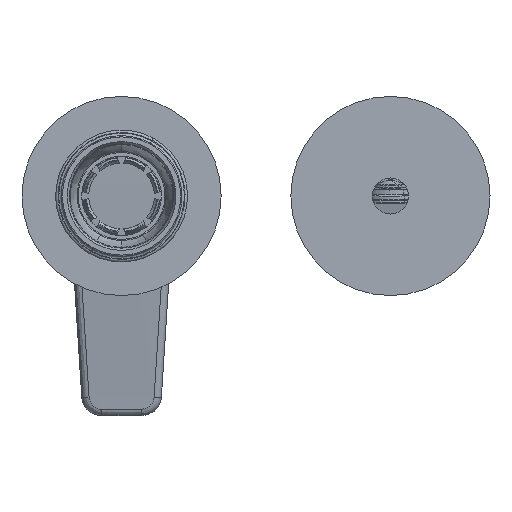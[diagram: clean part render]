
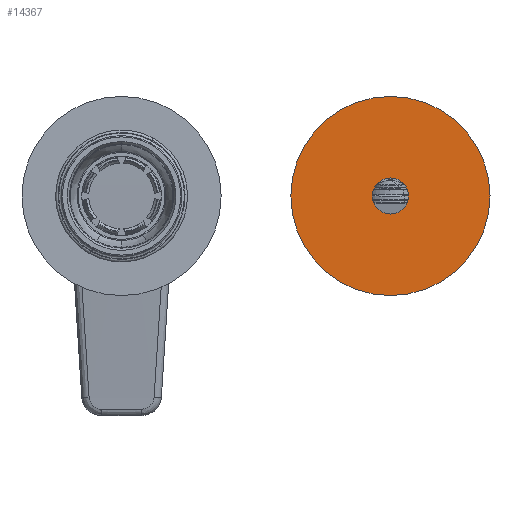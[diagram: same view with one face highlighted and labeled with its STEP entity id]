
A CAD part, front view. The second image highlights one B-rep face of the part: STEP entity #14367.
In plain terms, the highlighted planar face has unit normal (0, -1, 0).
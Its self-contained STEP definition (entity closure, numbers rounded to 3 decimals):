
#14249=CARTESIAN_POINT('Vertex',(148.,45.755,0.)) ;
#14254=CARTESIAN_POINT('Axis2P3D Location',(108.,45.755,0.)) ;
#14258=CARTESIAN_POINT('Vertex',(68.,45.755,0.)) ;
#14280=CARTESIAN_POINT('Axis2P3D Location',(108.,45.755,0.)) ;
#14315=CARTESIAN_POINT('Vertex',(115.25,45.755,0.)) ;
#14318=CARTESIAN_POINT('Axis2P3D Location',(108.,45.755,0.)) ;
#14322=CARTESIAN_POINT('Vertex',(100.75,45.755,0.)) ;
#14342=CARTESIAN_POINT('Axis2P3D Location',(108.,45.755,0.)) ;
#14354=CARTESIAN_POINT('Axis2P3D Location',(108.,45.755,0.)) ;
#14255=DIRECTION('Axis2P3D Direction',(-0.,1.,0.)) ;
#14281=DIRECTION('Axis2P3D Direction',(-0.,1.,0.)) ;
#14319=DIRECTION('Axis2P3D Direction',(-0.,1.,0.)) ;
#14343=DIRECTION('Axis2P3D Direction',(-0.,1.,0.)) ;
#14355=DIRECTION('Axis2P3D Direction',(-0.,1.,0.)) ;
#14356=DIRECTION('Axis2P3D XDirection',(1.,0.,0.)) ;
#14256=AXIS2_PLACEMENT_3D('Circle Axis2P3D',#14254,#14255,$) ;
#14282=AXIS2_PLACEMENT_3D('Circle Axis2P3D',#14280,#14281,$) ;
#14320=AXIS2_PLACEMENT_3D('Circle Axis2P3D',#14318,#14319,$) ;
#14344=AXIS2_PLACEMENT_3D('Circle Axis2P3D',#14342,#14343,$) ;
#14357=AXIS2_PLACEMENT_3D('Plane Axis2P3D',#14354,#14355,#14356) ;
#14257=CIRCLE('generated circle',#14256,40.) ;
#14283=CIRCLE('generated circle',#14282,40.) ;
#14321=CIRCLE('generated circle',#14320,7.25) ;
#14345=CIRCLE('generated circle',#14344,7.25) ;
#14358=PLANE('',#14357) ;
#14366=FACE_BOUND('',#14363,.T.) ;
#14260=EDGE_CURVE('',#14250,#14259,#14257,.T.) ;
#14284=EDGE_CURVE('',#14259,#14250,#14283,.T.) ;
#14324=EDGE_CURVE('',#14323,#14316,#14321,.T.) ;
#14346=EDGE_CURVE('',#14316,#14323,#14345,.T.) ;
#14360=ORIENTED_EDGE('',*,*,#14284,.F.) ;
#14361=ORIENTED_EDGE('',*,*,#14260,.F.) ;
#14364=ORIENTED_EDGE('',*,*,#14346,.T.) ;
#14365=ORIENTED_EDGE('',*,*,#14324,.T.) ;
#14359=EDGE_LOOP('',(#14360,#14361)) ;
#14363=EDGE_LOOP('',(#14364,#14365)) ;
#14250=VERTEX_POINT('',#14249) ;
#14259=VERTEX_POINT('',#14258) ;
#14316=VERTEX_POINT('',#14315) ;
#14323=VERTEX_POINT('',#14322) ;
#14367=ADVANCED_FACE('P46348.1\\PartBody',(#14362,#14366),#14358,.F.) ;
#14362=FACE_OUTER_BOUND('',#14359,.T.) ;
